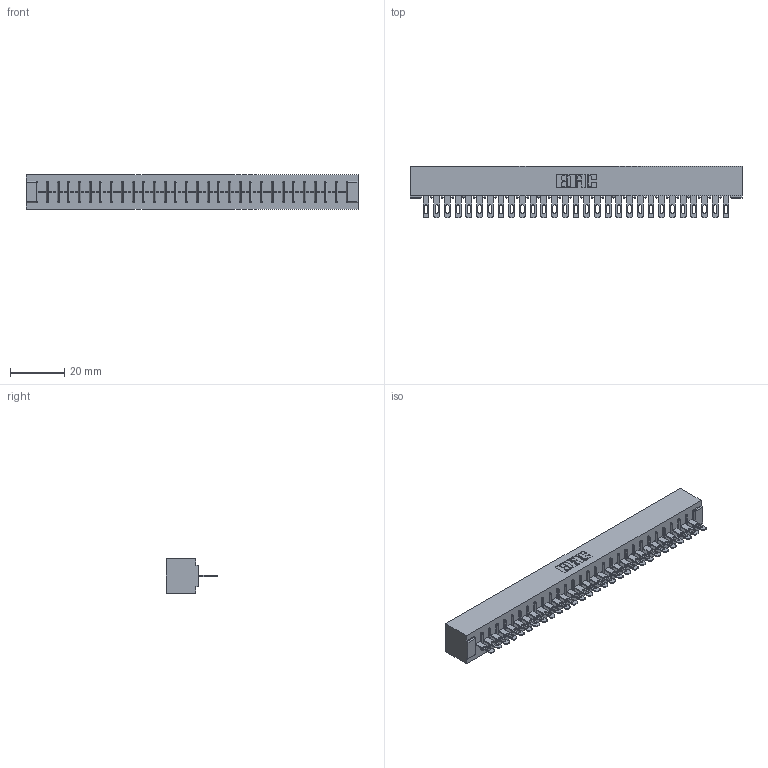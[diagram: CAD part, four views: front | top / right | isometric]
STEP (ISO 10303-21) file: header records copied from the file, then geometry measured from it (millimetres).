
FILE_DESCRIPTION (( 'STEP AP203' ), '1' );
FILE_NAME ('306-029-500-101.STEP', '2019-09-11T22:06:11', ( '' ), ( '' ), 'SwSTEP 2.0', 'SolidWorks 2016', '' );
FILE_SCHEMA (( 'CONFIG_CONTROL_DESIGN' ));
Length unit declared in the file: inch
Products named in the file (3): 306-290-001_100; 306 Part_No Mounting; 306-029-500-101
Assembly tree (30 placements, depth 2):
  306-029-500-101
    306 Part_No Mounting
    306-290-001_100  x29
Bounding box: 122.78 x 18.87 x 12.7 mm (x, y, z)
Volume: 14129.6 mm3; surface area: 15018.4 mm2
Topology: 30 solids, 30 shells, 2312 faces, 6527 edges, 4194 vertices
Faces by surface type: plane 1514, cylinder 682, sphere 116
Entity records: 28614 total; most frequent: CARTESIAN_POINT 4802, ORIENTED_EDGE 4758, DIRECTION 4737, EDGE_CURVE 2379, LINE 1855, VECTOR 1855, VERTEX_POINT 1506, AXIS2_PLACEMENT_3D 1441
